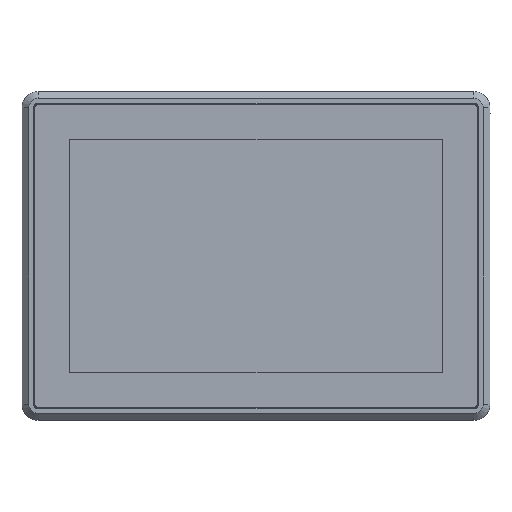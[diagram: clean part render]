
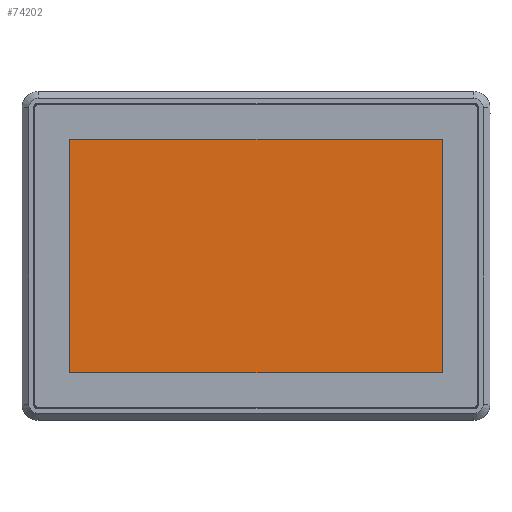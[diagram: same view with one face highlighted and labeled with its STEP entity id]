
A CAD part, top view. The second image highlights one B-rep face of the part: STEP entity #74202.
In plain terms, the highlighted planar face has unit normal (0, 0, 1).
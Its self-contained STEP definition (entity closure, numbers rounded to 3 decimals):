
#1327=PLANE('',#78443);
#4096=FACE_OUTER_BOUND('',#7934,.T.);
#7934=EDGE_LOOP('',(#49300,#49301,#49302,#49303));
#12560=LINE('',#105516,#20675);
#12561=LINE('',#105518,#20676);
#12562=LINE('',#105520,#20677);
#12563=LINE('',#105521,#20678);
#20675=VECTOR('',#85269,136.7);
#20676=VECTOR('',#85270,218.06);
#20677=VECTOR('',#85271,136.7);
#20678=VECTOR('',#85272,218.06);
#30922=VERTEX_POINT('',#105514);
#30923=VERTEX_POINT('',#105515);
#30924=VERTEX_POINT('',#105517);
#30925=VERTEX_POINT('',#105519);
#38129=EDGE_CURVE('',#30922,#30923,#12560,.T.);
#38130=EDGE_CURVE('',#30924,#30922,#12561,.T.);
#38131=EDGE_CURVE('',#30925,#30924,#12562,.T.);
#38132=EDGE_CURVE('',#30923,#30925,#12563,.T.);
#49300=ORIENTED_EDGE('',*,*,#38130,.T.);
#49301=ORIENTED_EDGE('',*,*,#38129,.T.);
#49302=ORIENTED_EDGE('',*,*,#38132,.T.);
#49303=ORIENTED_EDGE('',*,*,#38131,.T.);
#74202=ADVANCED_FACE('',(#4096),#1327,.F.);
#78443=AXIS2_PLACEMENT_3D('',#105534,#85289,#85290);
#85269=DIRECTION('',(0.,-1.,0.));
#85270=DIRECTION('',(-1.,0.,0.));
#85271=DIRECTION('',(0.,1.,0.));
#85272=DIRECTION('',(1.,0.,0.));
#85289=DIRECTION('center_axis',(0.,0.,
-1.));
#85290=DIRECTION('ref_axis',(-1.,0.,0.));
#105514=CARTESIAN_POINT('',(-109.03,68.35,2.));
#105515=CARTESIAN_POINT('',(-109.03,-68.35,2.));
#105516=CARTESIAN_POINT('',(-109.03,68.35,2.));
#105517=CARTESIAN_POINT('',(109.03,68.35,2.));
#105518=CARTESIAN_POINT('',(109.03,68.35,2.));
#105519=CARTESIAN_POINT('',(109.03,-68.35,2.));
#105520=CARTESIAN_POINT('',(109.03,-68.35,2.));
#105521=CARTESIAN_POINT('',(-109.03,-68.35,2.));
#105534=CARTESIAN_POINT('Origin',(-129.33,-88.65,2.));
